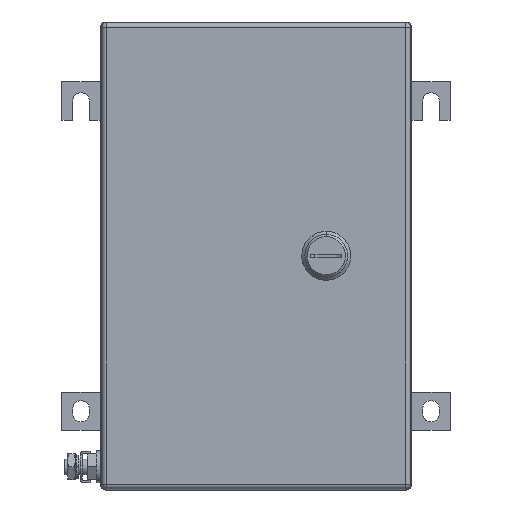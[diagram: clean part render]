
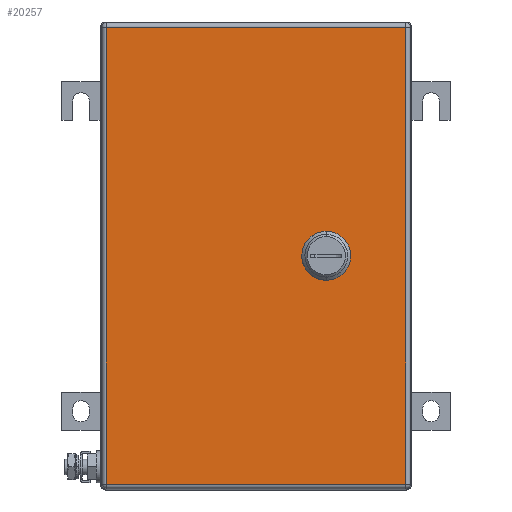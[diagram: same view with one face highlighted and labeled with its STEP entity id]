
A CAD part, top view. The second image highlights one B-rep face of the part: STEP entity #20257.
In plain terms, the highlighted planar face has unit normal (0, 0, 1).
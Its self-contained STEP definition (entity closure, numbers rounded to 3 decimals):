
#20159=AXIS2_PLACEMENT_3D('Plane Axis2P3D',#20156,#20157,#20158) ;
#19845=CARTESIAN_POINT('Vertex',(29.,3.5,153.5)) ;
#19848=CARTESIAN_POINT('Line Origine',(29.,153.,153.5)) ;
#19852=CARTESIAN_POINT('Vertex',(29.,302.5,153.5)) ;
#19892=CARTESIAN_POINT('Vertex',(225.,302.5,153.5)) ;
#19895=CARTESIAN_POINT('Line Origine',(127.,302.5,153.5)) ;
#19932=CARTESIAN_POINT('Vertex',(225.,3.5,153.5)) ;
#19935=CARTESIAN_POINT('Line Origine',(225.,153.,153.5)) ;
#19968=CARTESIAN_POINT('Line Origine',(127.,3.5,153.5)) ;
#20156=CARTESIAN_POINT('Axis2P3D Location',(127.,153.,153.5)) ;
#20167=CARTESIAN_POINT('Line Origine',(183.25,153.,153.5)) ;
#20171=CARTESIAN_POINT('Vertex',(183.25,148.363,153.5)) ;
#20173=CARTESIAN_POINT('Vertex',(183.25,157.637,153.5)) ;
#20177=CARTESIAN_POINT('Control Point',(177.637,142.75,153.5)) ;
#20178=CARTESIAN_POINT('Control Point',(178.685,143.224,153.5)) ;
#20179=CARTESIAN_POINT('Control Point',(179.672,143.832,153.5)) ;
#20180=CARTESIAN_POINT('Control Point',(180.576,144.564,153.5)) ;
#20181=CARTESIAN_POINT('Control Point',(181.705,145.747,153.5)) ;
#20182=CARTESIAN_POINT('Control Point',(182.599,147.104,153.5)) ;
#20183=CARTESIAN_POINT('Control Point',(182.838,147.513,153.5)) ;
#20184=CARTESIAN_POINT('Control Point',(183.055,147.933,153.5)) ;
#20185=CARTESIAN_POINT('Control Point',(183.25,148.363,153.5)) ;
#20186=CARTESIAN_POINT('Vertex',(177.637,142.75,153.5)) ;
#20189=CARTESIAN_POINT('Line Origine',(173.,142.75,153.5)) ;
#20193=CARTESIAN_POINT('Vertex',(168.363,142.75,153.5)) ;
#20197=CARTESIAN_POINT('Control Point',(162.75,148.363,153.5)) ;
#20198=CARTESIAN_POINT('Control Point',(163.224,147.315,153.5)) ;
#20199=CARTESIAN_POINT('Control Point',(163.832,146.328,153.5)) ;
#20200=CARTESIAN_POINT('Control Point',(164.564,145.424,153.5)) ;
#20201=CARTESIAN_POINT('Control Point',(165.747,144.295,153.5)) ;
#20202=CARTESIAN_POINT('Control Point',(167.104,143.401,153.5)) ;
#20203=CARTESIAN_POINT('Control Point',(167.513,143.162,153.5)) ;
#20204=CARTESIAN_POINT('Control Point',(167.933,142.945,153.5)) ;
#20205=CARTESIAN_POINT('Control Point',(168.363,142.75,153.5)) ;
#20206=CARTESIAN_POINT('Vertex',(162.75,148.363,153.5)) ;
#20209=CARTESIAN_POINT('Line Origine',(162.75,153.,153.5)) ;
#20213=CARTESIAN_POINT('Vertex',(162.75,157.637,153.5)) ;
#20217=CARTESIAN_POINT('Control Point',(168.363,163.25,153.5)) ;
#20218=CARTESIAN_POINT('Control Point',(167.315,162.776,153.5)) ;
#20219=CARTESIAN_POINT('Control Point',(166.328,162.168,153.5)) ;
#20220=CARTESIAN_POINT('Control Point',(165.424,161.436,153.5)) ;
#20221=CARTESIAN_POINT('Control Point',(164.295,160.253,153.5)) ;
#20222=CARTESIAN_POINT('Control Point',(163.401,158.896,153.5)) ;
#20223=CARTESIAN_POINT('Control Point',(163.162,158.487,153.5)) ;
#20224=CARTESIAN_POINT('Control Point',(162.945,158.067,153.5)) ;
#20225=CARTESIAN_POINT('Control Point',(162.75,157.637,153.5)) ;
#20226=CARTESIAN_POINT('Vertex',(168.363,163.25,153.5)) ;
#20229=CARTESIAN_POINT('Line Origine',(173.,163.25,153.5)) ;
#20233=CARTESIAN_POINT('Vertex',(177.637,163.25,153.5)) ;
#20237=CARTESIAN_POINT('Control Point',(183.25,157.637,153.5)) ;
#20238=CARTESIAN_POINT('Control Point',(182.776,158.685,153.5)) ;
#20239=CARTESIAN_POINT('Control Point',(182.168,159.672,153.5)) ;
#20240=CARTESIAN_POINT('Control Point',(181.436,160.576,153.5)) ;
#20241=CARTESIAN_POINT('Control Point',(180.253,161.705,153.5)) ;
#20242=CARTESIAN_POINT('Control Point',(178.896,162.599,153.5)) ;
#20243=CARTESIAN_POINT('Control Point',(178.487,162.838,153.5)) ;
#20244=CARTESIAN_POINT('Control Point',(178.067,163.055,153.5)) ;
#20245=CARTESIAN_POINT('Control Point',(177.637,163.25,153.5)) ;
#19849=DIRECTION('Vector Direction',(0.,1.,0.)) ;
#19896=DIRECTION('Vector Direction',(1.,0.,0.)) ;
#19936=DIRECTION('Vector Direction',(0.,-1.,0.)) ;
#19969=DIRECTION('Vector Direction',(-1.,0.,0.)) ;
#20157=DIRECTION('Axis2P3D Direction',(0.,0.,-1.)) ;
#20158=DIRECTION('Axis2P3D XDirection',(0.,1.,0.)) ;
#20168=DIRECTION('Vector Direction',(0.,1.,0.)) ;
#20190=DIRECTION('Vector Direction',(1.,0.,0.)) ;
#20210=DIRECTION('Vector Direction',(0.,-1.,0.)) ;
#20230=DIRECTION('Vector Direction',(-1.,0.,0.)) ;
#19850=VECTOR('Line Direction',#19849,1.) ;
#19897=VECTOR('Line Direction',#19896,1.) ;
#19937=VECTOR('Line Direction',#19936,1.) ;
#19970=VECTOR('Line Direction',#19969,1.) ;
#20169=VECTOR('Line Direction',#20168,1.) ;
#20191=VECTOR('Line Direction',#20190,1.) ;
#20211=VECTOR('Line Direction',#20210,1.) ;
#20231=VECTOR('Line Direction',#20230,1.) ;
#20162=ORIENTED_EDGE('',*,*,#19939,.T.) ;
#20163=ORIENTED_EDGE('',*,*,#19899,.T.) ;
#20164=ORIENTED_EDGE('',*,*,#19854,.T.) ;
#20165=ORIENTED_EDGE('',*,*,#19972,.T.) ;
#20248=ORIENTED_EDGE('',*,*,#20175,.F.) ;
#20249=ORIENTED_EDGE('',*,*,#20188,.F.) ;
#20250=ORIENTED_EDGE('',*,*,#20195,.F.) ;
#20251=ORIENTED_EDGE('',*,*,#20208,.F.) ;
#20252=ORIENTED_EDGE('',*,*,#20215,.F.) ;
#20253=ORIENTED_EDGE('',*,*,#20228,.F.) ;
#20254=ORIENTED_EDGE('',*,*,#20235,.F.) ;
#20255=ORIENTED_EDGE('',*,*,#20246,.F.) ;
#20256=FACE_BOUND('',#20247,.T.) ;
#20257=ADVANCED_FACE('51374_ASM_DE_KTB_QL_XXXxXXX_S3D-1/DE_QL_S3D-1-solid1',(#20166,#20256),#20160,.F.) ;
#20176=B_SPLINE_CURVE_WITH_KNOTS('',5,(#20177,#20178,#20179,#20180,#20181,#20182,#20183,#20184,#20185),.UNSPECIFIED.,.F.,.U.,(6,3,6),(0.,8.133,11.473),.UNSPECIFIED.) ;
#20196=B_SPLINE_CURVE_WITH_KNOTS('',5,(#20197,#20198,#20199,#20200,#20201,#20202,#20203,#20204,#20205),.UNSPECIFIED.,.F.,.U.,(6,3,6),(0.,8.133,11.473),.UNSPECIFIED.) ;
#20216=B_SPLINE_CURVE_WITH_KNOTS('',5,(#20217,#20218,#20219,#20220,#20221,#20222,#20223,#20224,#20225),.UNSPECIFIED.,.F.,.U.,(6,3,6),(0.,8.133,11.473),.UNSPECIFIED.) ;
#20236=B_SPLINE_CURVE_WITH_KNOTS('',5,(#20237,#20238,#20239,#20240,#20241,#20242,#20243,#20244,#20245),.UNSPECIFIED.,.F.,.U.,(6,3,6),(0.,8.133,11.473),.UNSPECIFIED.) ;
#19854=EDGE_CURVE('',#19853,#19846,#19851,.F.) ;
#19899=EDGE_CURVE('',#19893,#19853,#19898,.F.) ;
#19939=EDGE_CURVE('',#19933,#19893,#19938,.F.) ;
#19972=EDGE_CURVE('',#19846,#19933,#19971,.F.) ;
#20175=EDGE_CURVE('',#20172,#20174,#20170,.T.) ;
#20188=EDGE_CURVE('',#20187,#20172,#20176,.T.) ;
#20195=EDGE_CURVE('',#20194,#20187,#20192,.T.) ;
#20208=EDGE_CURVE('',#20207,#20194,#20196,.T.) ;
#20215=EDGE_CURVE('',#20214,#20207,#20212,.T.) ;
#20228=EDGE_CURVE('',#20227,#20214,#20216,.T.) ;
#20235=EDGE_CURVE('',#20234,#20227,#20232,.T.) ;
#20246=EDGE_CURVE('',#20174,#20234,#20236,.T.) ;
#20161=EDGE_LOOP('',(#20162,#20163,#20164,#20165)) ;
#20247=EDGE_LOOP('',(#20248,#20249,#20250,#20251,#20252,#20253,#20254,#20255)) ;
#20166=FACE_OUTER_BOUND('',#20161,.T.) ;
#19851=LINE('Line',#19848,#19850) ;
#19898=LINE('Line',#19895,#19897) ;
#19938=LINE('Line',#19935,#19937) ;
#19971=LINE('Line',#19968,#19970) ;
#20170=LINE('Line',#20167,#20169) ;
#20192=LINE('Line',#20189,#20191) ;
#20212=LINE('Line',#20209,#20211) ;
#20232=LINE('Line',#20229,#20231) ;
#20160=PLANE('',#20159) ;
#19846=VERTEX_POINT('',#19845) ;
#19853=VERTEX_POINT('',#19852) ;
#19893=VERTEX_POINT('',#19892) ;
#19933=VERTEX_POINT('',#19932) ;
#20172=VERTEX_POINT('',#20171) ;
#20174=VERTEX_POINT('',#20173) ;
#20187=VERTEX_POINT('',#20186) ;
#20194=VERTEX_POINT('',#20193) ;
#20207=VERTEX_POINT('',#20206) ;
#20214=VERTEX_POINT('',#20213) ;
#20227=VERTEX_POINT('',#20226) ;
#20234=VERTEX_POINT('',#20233) ;
